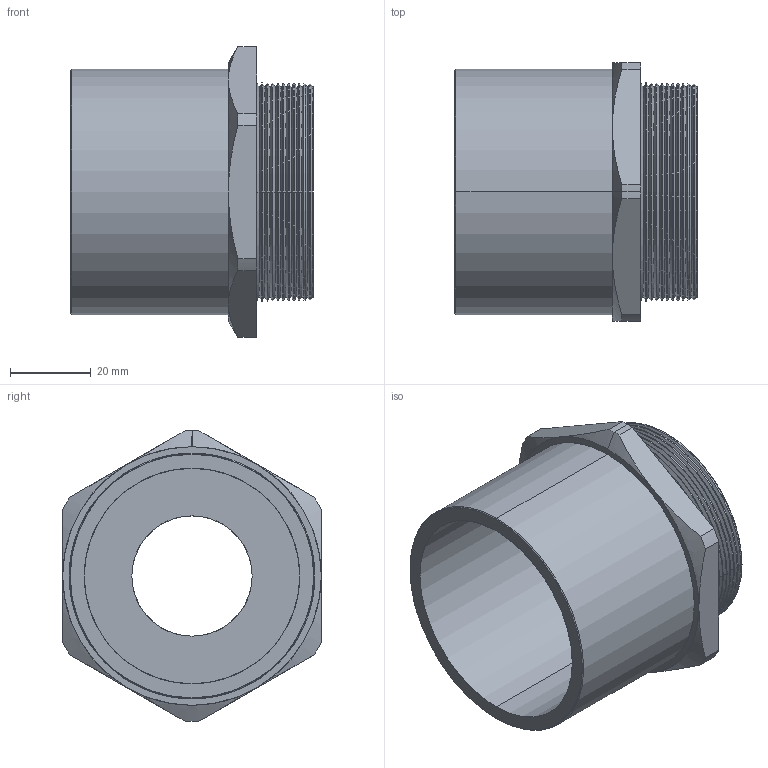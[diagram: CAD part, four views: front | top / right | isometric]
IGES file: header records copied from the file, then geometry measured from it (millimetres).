
Start section: SolidWorks IGES file using analytic representation for surfaces
Global section: file name: SM48AA-BK.IGS; native system: SolidWorks 2007; preprocessor: SolidWorks 2007; author: bsi-02; date: 080128.120441; units: inch
Bounding box: 59.94 x 64.01 x 72 mm (x, y, z)
Surface area: 27046.1 mm2 (no closed solid volume)
Topology: 0 solids, 0 shells, 97 faces, 1099 edges, 1099 vertices
Faces by surface type: revolution 86, bspline 11
